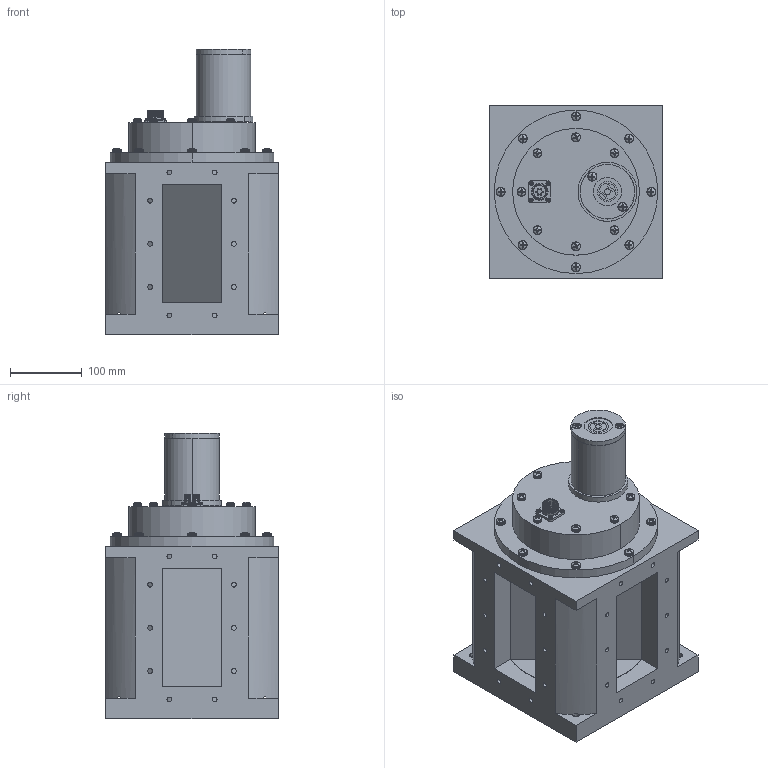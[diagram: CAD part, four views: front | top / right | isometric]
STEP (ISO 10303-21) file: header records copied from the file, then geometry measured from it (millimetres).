
FILE_DESCRIPTION (( 'STEP AP203' ), '1' );
FILE_NAME ('6xF Model.STEP', '2012-05-14T17:13:23', ( '' ), ( '' ), 'SwSTEP 2.0', 'SolidWorks 2012', '' );
FILE_SCHEMA (( 'CONFIG_CONTROL_DESIGN' ));
Length unit declared in the file: inch
Products named in the file (1): 6xF Model
Bounding box: 241.3 x 241.3 x 399.06 mm (x, y, z)
Surface area: 693516.2 mm2 (no closed solid volume)
Topology: 0 solids, 63 shells, 521 faces, 1642 edges, 1146 vertices
Faces by surface type: plane 209, cylinder 200, torus 56, sphere 42, cone 14
Entity records: 18714 total; most frequent: DIRECTION 3726, CARTESIAN_POINT 3386, ORIENTED_EDGE 2577, EDGE_CURVE 1642, AXIS2_PLACEMENT_3D 1566, VERTEX_POINT 1146, CIRCLE 1044, EDGE_LOOP 624
